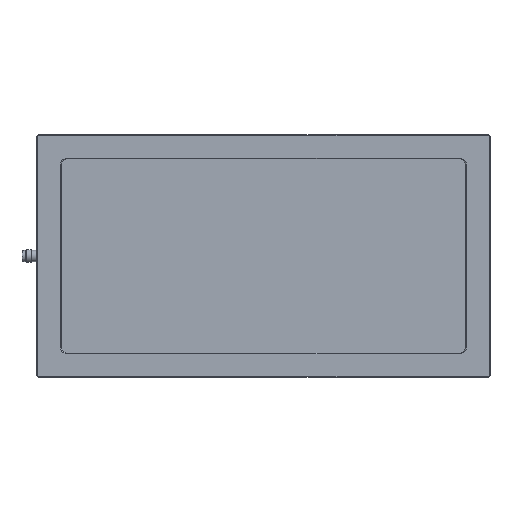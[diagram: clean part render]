
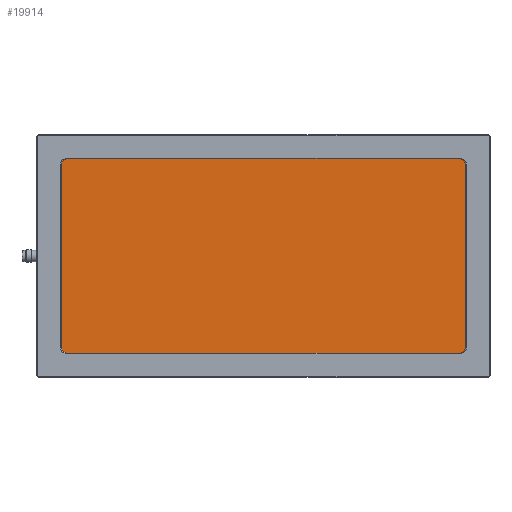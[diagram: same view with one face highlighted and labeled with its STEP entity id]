
A CAD part, front view. The second image highlights one B-rep face of the part: STEP entity #19914.
In plain terms, the highlighted planar face has unit normal (0, -1, 0).
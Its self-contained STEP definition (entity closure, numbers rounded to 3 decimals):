
#347=LINE('',#26357,#1709);
#348=LINE('',#26361,#1710);
#349=LINE('',#26365,#1711);
#350=LINE('',#26369,#1712);
#1709=VECTOR('',#22278,1000.);
#1710=VECTOR('',#22281,1000.);
#1711=VECTOR('',#22284,1000.);
#1712=VECTOR('',#22287,1000.);
#3071=ORIENTED_EDGE('',*,*,#6595,.T.);
#3072=ORIENTED_EDGE('',*,*,#6596,.T.);
#3073=ORIENTED_EDGE('',*,*,#6597,.T.);
#3074=ORIENTED_EDGE('',*,*,#6598,.T.);
#3075=ORIENTED_EDGE('',*,*,#6599,.T.);
#3076=ORIENTED_EDGE('',*,*,#6600,.T.);
#3077=ORIENTED_EDGE('',*,*,#6601,.T.);
#3078=ORIENTED_EDGE('',*,*,#6602,.T.);
#6595=EDGE_CURVE('',#8357,#8358,#9470,.T.);
#6596=EDGE_CURVE('',#8358,#8359,#347,.T.);
#6597=EDGE_CURVE('',#8359,#8360,#9471,.T.);
#6598=EDGE_CURVE('',#8360,#8361,#348,.T.);
#6599=EDGE_CURVE('',#8361,#8362,#9472,.T.);
#6600=EDGE_CURVE('',#8362,#8363,#349,.T.);
#6601=EDGE_CURVE('',#8363,#8364,#9473,.T.);
#6602=EDGE_CURVE('',#8364,#8357,#350,.T.);
#8357=VERTEX_POINT('',#26355);
#8358=VERTEX_POINT('',#26356);
#8359=VERTEX_POINT('',#26358);
#8360=VERTEX_POINT('',#26360);
#8361=VERTEX_POINT('',#26362);
#8362=VERTEX_POINT('',#26364);
#8363=VERTEX_POINT('',#26366);
#8364=VERTEX_POINT('',#26368);
#9470=CIRCLE('',#20915,4.);
#9471=CIRCLE('',#20916,4.);
#9472=CIRCLE('',#20917,4.);
#9473=CIRCLE('',#20918,4.);
#9856=EDGE_LOOP('',(#3071,#3072,#3073,#3074,#3075,#3076,#3077,#3078));
#11102=FACE_BOUND('',#9856,.T.);
#12369=PLANE('',#20914);
#19914=ADVANCED_FACE('',(#11102),#12369,.T.);
#20914=AXIS2_PLACEMENT_3D('',#26353,#22274,#22275);
#20915=AXIS2_PLACEMENT_3D('',#26354,#22276,#22277);
#20916=AXIS2_PLACEMENT_3D('',#26359,#22279,#22280);
#20917=AXIS2_PLACEMENT_3D('',#26363,#22282,#22283);
#20918=AXIS2_PLACEMENT_3D('',#26367,#22285,#22286);
#22274=DIRECTION('',(0.,-1.,0.));
#22275=DIRECTION('',(0.,0.,-1.));
#22276=DIRECTION('',(0.,-1.,0.));
#22277=DIRECTION('',(0.,0.,-1.));
#22278=DIRECTION('',(1.,0.,0.));
#22279=DIRECTION('',(0.,-1.,0.));
#22280=DIRECTION('',(0.,0.,-1.));
#22281=DIRECTION('',(0.,0.,1.));
#22282=DIRECTION('',(0.,-1.,0.));
#22283=DIRECTION('',(0.,0.,-1.));
#22284=DIRECTION('',(-1.,0.,0.));
#22285=DIRECTION('',(0.,-1.,0.));
#22286=DIRECTION('',(0.,0.,-1.));
#22287=DIRECTION('',(0.,0.,-1.));
#26353=CARTESIAN_POINT('',(-122.2,1.,-57.2));
#26354=CARTESIAN_POINT('',(-121.,1.,-56.));
#26355=CARTESIAN_POINT('',(-125.,1.,-56.));
#26356=CARTESIAN_POINT('',(-121.,1.,-60.));
#26357=CARTESIAN_POINT('',(121.,1.,-60.));
#26358=CARTESIAN_POINT('',(121.,1.,-60.));
#26359=CARTESIAN_POINT('',(121.,1.,-56.));
#26360=CARTESIAN_POINT('',(125.,1.,-56.));
#26361=CARTESIAN_POINT('',(125.,1.,56.));
#26362=CARTESIAN_POINT('',(125.,1.,56.));
#26363=CARTESIAN_POINT('',(121.,1.,56.));
#26364=CARTESIAN_POINT('',(121.,1.,60.));
#26365=CARTESIAN_POINT('',(-121.,1.,60.));
#26366=CARTESIAN_POINT('',(-121.,1.,60.));
#26367=CARTESIAN_POINT('',(-121.,1.,56.));
#26368=CARTESIAN_POINT('',(-125.,1.,56.));
#26369=CARTESIAN_POINT('',(-125.,1.,-56.));
